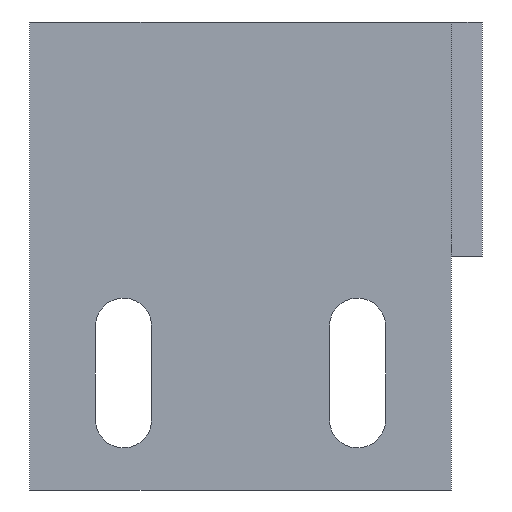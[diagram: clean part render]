
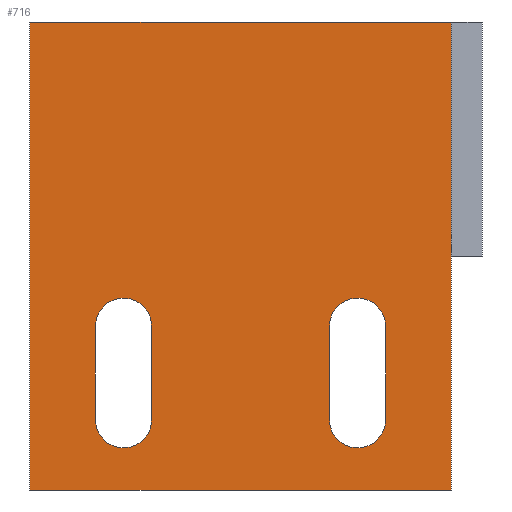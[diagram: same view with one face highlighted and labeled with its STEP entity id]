
A CAD part, front view. The second image highlights one B-rep face of the part: STEP entity #716.
In plain terms, the highlighted planar face has unit normal (0, -1, 0).
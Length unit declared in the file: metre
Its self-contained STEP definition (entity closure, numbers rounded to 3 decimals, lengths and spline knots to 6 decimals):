
#22=LINE('',#1027,#105);
#23=LINE('',#1031,#106);
#24=LINE('',#1032,#107);
#25=LINE('',#1035,#108);
#26=LINE('',#1037,#109);
#27=LINE('',#1039,#110);
#28=LINE('',#1040,#111);
#29=LINE('',#1045,#112);
#105=VECTOR('',#829,1.);
#106=VECTOR('',#832,1.);
#107=VECTOR('',#833,1.);
#108=VECTOR('',#834,1.);
#109=VECTOR('',#835,1.);
#110=VECTOR('',#836,1.);
#111=VECTOR('',#837,1.);
#112=VECTOR('',#840,1.);
#188=ORIENTED_EDGE('',*,*,#394,.F.);
#189=ORIENTED_EDGE('',*,*,#395,.F.);
#190=ORIENTED_EDGE('',*,*,#396,.T.);
#191=ORIENTED_EDGE('',*,*,#397,.T.);
#192=ORIENTED_EDGE('',*,*,#398,.F.);
#193=ORIENTED_EDGE('',*,*,#399,.F.);
#194=ORIENTED_EDGE('',*,*,#400,.F.);
#195=ORIENTED_EDGE('',*,*,#401,.T.);
#196=ORIENTED_EDGE('',*,*,#402,.T.);
#197=ORIENTED_EDGE('',*,*,#403,.T.);
#198=ORIENTED_EDGE('',*,*,#404,.F.);
#199=ORIENTED_EDGE('',*,*,#405,.F.);
#394=EDGE_CURVE('',#497,#498,#567,.T.);
#395=EDGE_CURVE('',#499,#497,#22,.T.);
#396=EDGE_CURVE('',#499,#500,#568,.F.);
#397=EDGE_CURVE('',#500,#498,#23,.T.);
#398=EDGE_CURVE('',#501,#502,#24,.T.);
#399=EDGE_CURVE('',#503,#501,#25,.T.);
#400=EDGE_CURVE('',#504,#503,#26,.T.);
#401=EDGE_CURVE('',#504,#502,#27,.T.);
#402=EDGE_CURVE('',#505,#506,#28,.T.);
#403=EDGE_CURVE('',#506,#507,#569,.F.);
#404=EDGE_CURVE('',#508,#507,#29,.T.);
#405=EDGE_CURVE('',#505,#508,#570,.T.);
#497=VERTEX_POINT('',#1025);
#498=VERTEX_POINT('',#1026);
#499=VERTEX_POINT('',#1028);
#500=VERTEX_POINT('',#1030);
#501=VERTEX_POINT('',#1033);
#502=VERTEX_POINT('',#1034);
#503=VERTEX_POINT('',#1036);
#504=VERTEX_POINT('',#1038);
#505=VERTEX_POINT('',#1041);
#506=VERTEX_POINT('',#1042);
#507=VERTEX_POINT('',#1044);
#508=VERTEX_POINT('',#1046);
#567=CIRCLE('',#767,0.003);
#568=CIRCLE('',#768,0.003);
#569=CIRCLE('',#769,0.003);
#570=CIRCLE('',#770,0.003);
#587=EDGE_LOOP('',(#188,#189,#190,#191));
#588=EDGE_LOOP('',(#192,#193,#194,#195));
#589=EDGE_LOOP('',(#196,#197,#198,#199));
#638=FACE_BOUND('',#587,.T.);
#639=FACE_BOUND('',#588,.T.);
#640=FACE_BOUND('',#589,.T.);
#689=PLANE('',#766);
#716=ADVANCED_FACE('',(#638,#639,#640),#689,.T.);
#766=AXIS2_PLACEMENT_3D('',#1023,#825,#826);
#767=AXIS2_PLACEMENT_3D('',#1024,#827,#828);
#768=AXIS2_PLACEMENT_3D('',#1029,#830,#831);
#769=AXIS2_PLACEMENT_3D('',#1043,#838,#839);
#770=AXIS2_PLACEMENT_3D('',#1047,#841,#842);
#825=DIRECTION('',(0.,-1.,0.));
#826=DIRECTION('',(1.,0.,0.));
#827=DIRECTION('',(0.,-1.,0.));
#828=DIRECTION('',(1.,0.,0.));
#829=DIRECTION('',(0.,0.,1.));
#830=DIRECTION('',(0.,-1.,0.));
#831=DIRECTION('',(1.,0.,0.));
#832=DIRECTION('',(0.,0.,1.));
#833=DIRECTION('',(0.,0.,1.));
#834=DIRECTION('',(-1.,0.,0.));
#835=DIRECTION('',(0.,0.,-1.));
#836=DIRECTION('',(-1.,0.,0.));
#837=DIRECTION('',(0.,0.,1.));
#838=DIRECTION('',(0.,-1.,0.));
#839=DIRECTION('',(1.,0.,0.));
#840=DIRECTION('',(0.,0.,1.));
#841=DIRECTION('',(0.,-1.,0.));
#842=DIRECTION('',(1.,0.,0.));
#1023=CARTESIAN_POINT('',(0.,-0.012,0.025));
#1024=CARTESIAN_POINT('',(0.02,-0.012,-0.0075));
#1025=CARTESIAN_POINT('',(0.023,-0.012,-0.007549));
#1026=CARTESIAN_POINT('',(0.017,-0.012,-0.0075));
#1027=CARTESIAN_POINT('',(0.023,-0.012,0.025));
#1028=CARTESIAN_POINT('',(0.023,-0.012,-0.017451));
#1029=CARTESIAN_POINT('',(0.02,-0.012,-0.0175));
#1030=CARTESIAN_POINT('',(0.017,-0.012,-0.0175));
#1031=CARTESIAN_POINT('',(0.017,-0.012,0.025));
#1032=CARTESIAN_POINT('',(-0.015,-0.012,-0.0468));
#1033=CARTESIAN_POINT('',(-0.015,-0.012,-0.025));
#1034=CARTESIAN_POINT('',(-0.015,-0.012,0.025));
#1035=CARTESIAN_POINT('',(0.,-0.012,-0.025));
#1036=CARTESIAN_POINT('',(0.03,-0.012,-0.025));
#1037=CARTESIAN_POINT('',(0.03,-0.012,0.025));
#1038=CARTESIAN_POINT('',(0.03,-0.012,0.025));
#1039=CARTESIAN_POINT('',(0.,-0.012,0.025));
#1040=CARTESIAN_POINT('',(-0.008,-0.012,0.025));
#1041=CARTESIAN_POINT('',(-0.008,-0.012,-0.017451));
#1042=CARTESIAN_POINT('',(-0.008,-0.012,-0.007549));
#1043=CARTESIAN_POINT('',(-0.005,-0.012,-0.0075));
#1044=CARTESIAN_POINT('',(-0.002,-0.012,-0.0075));
#1045=CARTESIAN_POINT('',(-0.002,-0.012,0.025));
#1046=CARTESIAN_POINT('',(-0.002,-0.012,-0.0175));
#1047=CARTESIAN_POINT('',(-0.005,-0.012,-0.0175));
